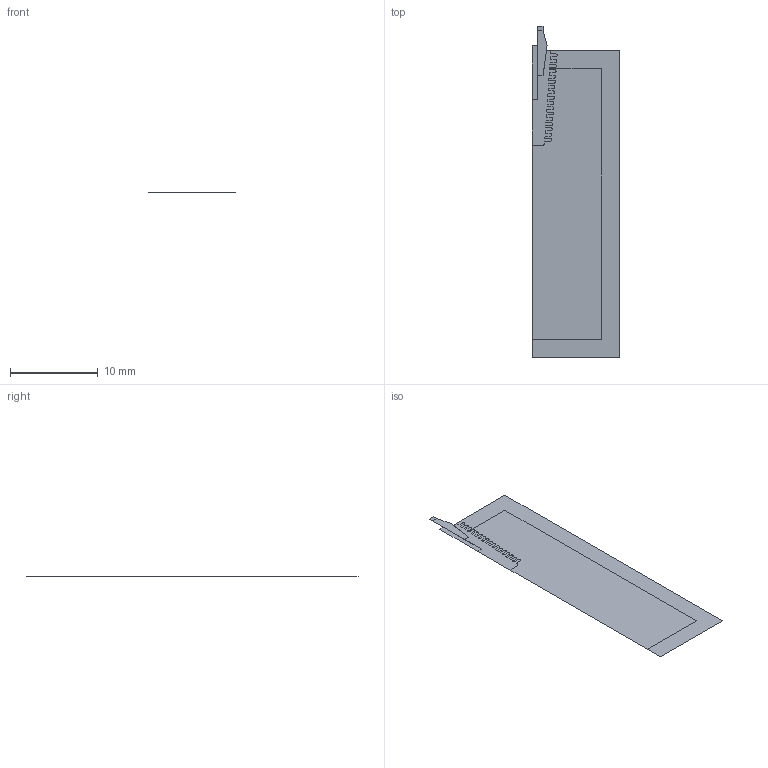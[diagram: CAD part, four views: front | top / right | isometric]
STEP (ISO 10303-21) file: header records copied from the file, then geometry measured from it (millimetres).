
FILE_DESCRIPTION (( 'STEP AP203' ), '1' );
FILE_NAME ('Assembly.STEP', '2017-10-25T11:53:37', ( '' ), ( '' ), 'SwSTEP 2.0', 'SolidWorks 2017', '' );
FILE_SCHEMA (( 'CONFIG_CONTROL_DESIGN' ));
Length unit declared in the file: millimetre
Products named in the file (4): Assembly; CorticalPlanarSurface; implantPlanarSurface; TrabecularPlanarSurface
Assembly tree (3 placements, depth 2):
  Assembly
    CorticalPlanarSurface
    TrabecularPlanarSurface
    implantPlanarSurface
Bounding box: 10 x 37.75 x 0 mm (x, y, z)
Surface area: 352.7 mm2 (no closed solid volume)
Topology: 0 solids, 6 shells, 6 faces, 241 edges, 241 vertices
Faces by surface type: plane 6
Entity records: 2513 total; most frequent: CARTESIAN_POINT 494, DIRECTION 369, ORIENTED_EDGE 241, EDGE_CURVE 241, VERTEX_POINT 241, LINE 137, VECTOR 137, AXIS2_PLACEMENT_3D 116
